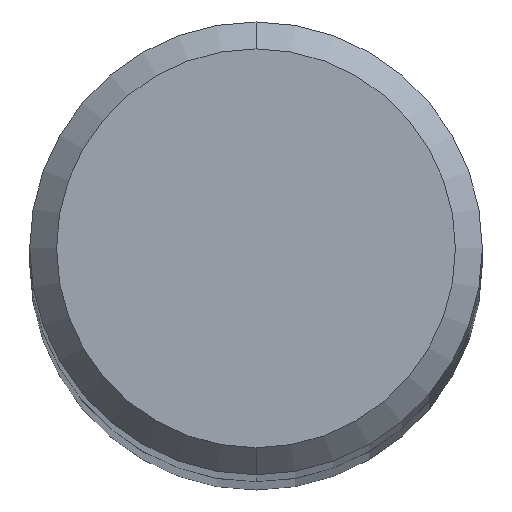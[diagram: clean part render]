
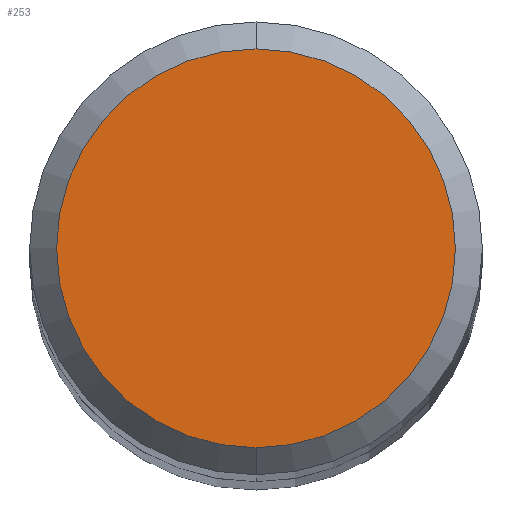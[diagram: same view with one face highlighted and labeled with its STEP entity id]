
A CAD part, top view. The second image highlights one B-rep face of the part: STEP entity #253.
In plain terms, the highlighted planar face has unit normal (0, 0, 1).
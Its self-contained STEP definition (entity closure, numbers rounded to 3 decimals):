
#245=EDGE_CURVE('',#403,#327,#527,.T.);
#253=ADVANCED_FACE('',(#536),#537,.T.);
#327=VERTEX_POINT('',#618);
#337=EDGE_CURVE('',#327,#403,#628,.T.);
#403=VERTEX_POINT('',#702);
#527=CIRCLE('',#896,3.7);
#536=FACE_OUTER_BOUND('',#932,.T.);
#537=PLANE('',#933);
#618=CARTESIAN_POINT('',(0.,-3.7,0.0));
#628=CIRCLE('',#1115,3.7);
#702=CARTESIAN_POINT('',(0.0,3.7,0.0));
#896=AXIS2_PLACEMENT_3D('',#1411,#1412,#1413);
#932=EDGE_LOOP('',(#1423,#1424));
#933=AXIS2_PLACEMENT_3D('',#1425,#1426,#1427);
#1115=AXIS2_PLACEMENT_3D('',#1520,#1521,#1522);
#1411=CARTESIAN_POINT('',(0.0,0.0,0.0));
#1412=DIRECTION('',(0.0,0.0,-1.0));
#1413=DIRECTION('',(0.0,1.0,0.0));
#1423=ORIENTED_EDGE('',*,*,#245,.F.);
#1424=ORIENTED_EDGE('',*,*,#337,.F.);
#1425=CARTESIAN_POINT('',(0.0,1.85,0.0));
#1426=DIRECTION('',(-0.0,0.0,1.0));
#1427=DIRECTION('',(0.0,-1.0,0.0));
#1520=CARTESIAN_POINT('',(0.0,0.0,0.0));
#1521=DIRECTION('',(0.0,0.0,-1.0));
#1522=DIRECTION('',(0.0,1.0,0.0));
